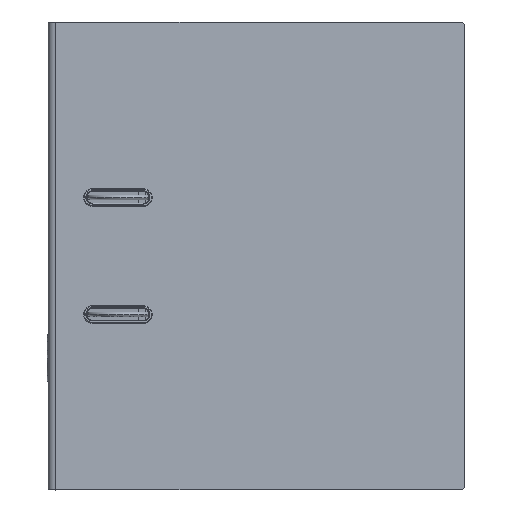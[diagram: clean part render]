
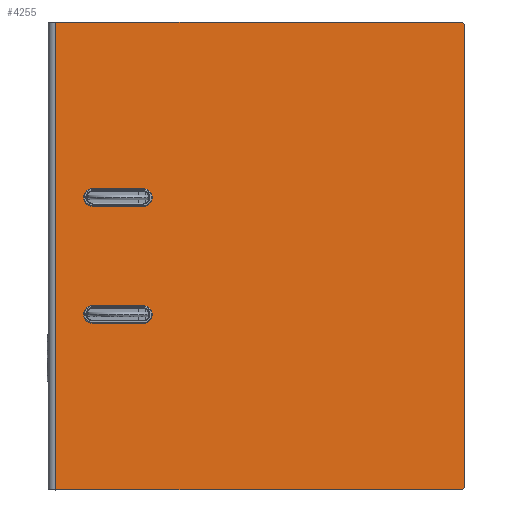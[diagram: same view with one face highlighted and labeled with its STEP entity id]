
A CAD part, top view. The second image highlights one B-rep face of the part: STEP entity #4255.
In plain terms, the highlighted free-form (B-spline) face has degree [1, 1] with [2, 2] control points.
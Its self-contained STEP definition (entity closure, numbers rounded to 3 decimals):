
#3564 = VERTEX_POINT('',#3565);
#3565 = CARTESIAN_POINT('',(88.497,61.077,
    41.294));
#3570 = EDGE_CURVE('',#3571,#3564,#3573,.T.);
#3571 = VERTEX_POINT('',#3572);
#3572 = CARTESIAN_POINT('',(95.267,54.29,
    40.819));
#3573 = ( BOUNDED_CURVE() B_SPLINE_CURVE(2,(#3574,#3575,#3576),
.UNSPECIFIED.,.F.,.F.) B_SPLINE_CURVE_WITH_KNOTS((3,3),(0.,
1.571),.PIECEWISE_BEZIER_KNOTS.) CURVE() 
GEOMETRIC_REPRESENTATION_ITEM() RATIONAL_B_SPLINE_CURVE((1.,
0.707,1.)) REPRESENTATION_ITEM('') );
#3574 = CARTESIAN_POINT('',(95.267,54.29,
    40.819));
#3575 = CARTESIAN_POINT('',(95.267,61.077,
    40.819));
#3576 = CARTESIAN_POINT('',(88.497,61.077,
    41.294));
#3604 = VERTEX_POINT('',#3605);
#3605 = CARTESIAN_POINT('',(88.497,-47.504,
    41.294));
#3610 = EDGE_CURVE('',#3611,#3604,#3613,.T.);
#3611 = VERTEX_POINT('',#3612);
#3612 = CARTESIAN_POINT('',(95.267,-54.29,
    40.819));
#3613 = ( BOUNDED_CURVE() B_SPLINE_CURVE(2,(#3614,#3615,#3616),
.UNSPECIFIED.,.F.,.F.) B_SPLINE_CURVE_WITH_KNOTS((3,3),(3.142,
4.712),.PIECEWISE_BEZIER_KNOTS.) CURVE() 
GEOMETRIC_REPRESENTATION_ITEM() RATIONAL_B_SPLINE_CURVE((1.,
0.707,1.)) REPRESENTATION_ITEM('') );
#3614 = CARTESIAN_POINT('',(95.267,-54.29,
    40.819));
#3615 = CARTESIAN_POINT('',(95.267,-47.504,
    40.819));
#3616 = CARTESIAN_POINT('',(88.497,-47.504,
    41.294));
#4228 = VERTEX_POINT('',#4229);
#4229 = CARTESIAN_POINT('',(7.261,-217.162,46.995
    ));
#4235 = EDGE_CURVE('',#4236,#4228,#4238,.T.);
#4236 = VERTEX_POINT('',#4237);
#4237 = CARTESIAN_POINT('',(7.261,217.162,46.995
    ));
#4238 = B_SPLINE_CURVE_WITH_KNOTS('',1,(#4239,#4240),.UNSPECIFIED.,.F.,
  .F.,(2,2),(-0.,320.),.PIECEWISE_BEZIER_KNOTS.);
#4239 = CARTESIAN_POINT('',(7.261,217.162,46.995
    ));
#4240 = CARTESIAN_POINT('',(7.261,-217.162,46.995
    ));
#4255 = ADVANCED_FACE('',(#4256,#4289,#4322),#4360,.T.);
#4256 = FACE_BOUND('',#4257,.T.);
#4257 = EDGE_LOOP('',(#4258,#4267,#4277,#4282,#4283));
#4258 = ORIENTED_EDGE('',*,*,#4259,.F.);
#4259 = EDGE_CURVE('',#4260,#4262,#4264,.T.);
#4260 = VERTEX_POINT('',#4261);
#4261 = CARTESIAN_POINT('',(41.11,47.504,
    44.619));
#4262 = VERTEX_POINT('',#4263);
#4263 = CARTESIAN_POINT('',(88.497,47.504,
    41.294));
#4264 = B_SPLINE_CURVE_WITH_KNOTS('',1,(#4265,#4266),.UNSPECIFIED.,.F.,
  .F.,(2,2),(0.,35.),.PIECEWISE_BEZIER_KNOTS.);
#4265 = CARTESIAN_POINT('',(41.11,47.504,
    44.619));
#4266 = CARTESIAN_POINT('',(88.497,47.504,
    41.294));
#4267 = ORIENTED_EDGE('',*,*,#4268,.F.);
#4268 = EDGE_CURVE('',#4269,#4260,#4271,.T.);
#4269 = VERTEX_POINT('',#4270);
#4270 = CARTESIAN_POINT('',(41.11,61.077,
    44.619));
#4271 = ( BOUNDED_CURVE() B_SPLINE_CURVE(2,(#4272,#4273,#4274,#4275,
#4276),.UNSPECIFIED.,.F.,.F.) B_SPLINE_CURVE_WITH_KNOTS((3,2,3),(
    1.571,3.142,4.712),
.PIECEWISE_BEZIER_KNOTS.) CURVE() GEOMETRIC_REPRESENTATION_ITEM() 
RATIONAL_B_SPLINE_CURVE((1.,0.707,1.,0.707,1.)) 
REPRESENTATION_ITEM('') );
#4272 = CARTESIAN_POINT('',(41.11,61.077,
    44.619));
#4273 = CARTESIAN_POINT('',(34.34,61.077,
    45.094));
#4274 = CARTESIAN_POINT('',(34.34,54.29,
    45.094));
#4275 = CARTESIAN_POINT('',(34.34,47.504,
    45.094));
#4276 = CARTESIAN_POINT('',(41.11,47.504,
    44.619));
#4277 = ORIENTED_EDGE('',*,*,#4278,.F.);
#4278 = EDGE_CURVE('',#3564,#4269,#4279,.T.);
#4279 = B_SPLINE_CURVE_WITH_KNOTS('',1,(#4280,#4281),.UNSPECIFIED.,.F.,
  .F.,(2,2),(-35.,0.),.PIECEWISE_BEZIER_KNOTS.);
#4280 = CARTESIAN_POINT('',(88.497,61.077,
    41.294));
#4281 = CARTESIAN_POINT('',(41.11,61.077,
    44.619));
#4282 = ORIENTED_EDGE('',*,*,#3570,.F.);
#4283 = ORIENTED_EDGE('',*,*,#4284,.F.);
#4284 = EDGE_CURVE('',#4262,#3571,#4285,.T.);
#4285 = ( BOUNDED_CURVE() B_SPLINE_CURVE(2,(#4286,#4287,#4288),
.UNSPECIFIED.,.F.,.F.) B_SPLINE_CURVE_WITH_KNOTS((3,3),(4.712,
6.283),.PIECEWISE_BEZIER_KNOTS.) CURVE() 
GEOMETRIC_REPRESENTATION_ITEM() RATIONAL_B_SPLINE_CURVE((1.,
0.707,1.)) REPRESENTATION_ITEM('') );
#4286 = CARTESIAN_POINT('',(88.497,47.504,
    41.294));
#4287 = CARTESIAN_POINT('',(95.267,47.504,
    40.819));
#4288 = CARTESIAN_POINT('',(95.267,54.29,
    40.819));
#4289 = FACE_BOUND('',#4290,.T.);
#4290 = EDGE_LOOP('',(#4291,#4300,#4310,#4315,#4316));
#4291 = ORIENTED_EDGE('',*,*,#4292,.F.);
#4292 = EDGE_CURVE('',#4293,#4295,#4297,.T.);
#4293 = VERTEX_POINT('',#4294);
#4294 = CARTESIAN_POINT('',(41.11,-61.077,
    44.619));
#4295 = VERTEX_POINT('',#4296);
#4296 = CARTESIAN_POINT('',(88.497,-61.077,
    41.294));
#4297 = B_SPLINE_CURVE_WITH_KNOTS('',1,(#4298,#4299),.UNSPECIFIED.,.F.,
  .F.,(2,2),(0.,35.),.PIECEWISE_BEZIER_KNOTS.);
#4298 = CARTESIAN_POINT('',(41.11,-61.077,
    44.619));
#4299 = CARTESIAN_POINT('',(88.497,-61.077,
    41.294));
#4300 = ORIENTED_EDGE('',*,*,#4301,.F.);
#4301 = EDGE_CURVE('',#4302,#4293,#4304,.T.);
#4302 = VERTEX_POINT('',#4303);
#4303 = CARTESIAN_POINT('',(41.11,-47.504,
    44.619));
#4304 = ( BOUNDED_CURVE() B_SPLINE_CURVE(2,(#4305,#4306,#4307,#4308,
#4309),.UNSPECIFIED.,.F.,.F.) B_SPLINE_CURVE_WITH_KNOTS((3,2,3),(
    4.712,6.283,7.854),
.PIECEWISE_BEZIER_KNOTS.) CURVE() GEOMETRIC_REPRESENTATION_ITEM() 
RATIONAL_B_SPLINE_CURVE((1.,0.707,1.,0.707,1.)) 
REPRESENTATION_ITEM('') );
#4305 = CARTESIAN_POINT('',(41.11,-47.504,
    44.619));
#4306 = CARTESIAN_POINT('',(34.34,-47.504,
    45.094));
#4307 = CARTESIAN_POINT('',(34.34,-54.29,
    45.094));
#4308 = CARTESIAN_POINT('',(34.34,-61.077,
    45.094));
#4309 = CARTESIAN_POINT('',(41.11,-61.077,
    44.619));
#4310 = ORIENTED_EDGE('',*,*,#4311,.F.);
#4311 = EDGE_CURVE('',#3604,#4302,#4312,.T.);
#4312 = B_SPLINE_CURVE_WITH_KNOTS('',1,(#4313,#4314),.UNSPECIFIED.,.F.,
  .F.,(2,2),(-35.,0.),.PIECEWISE_BEZIER_KNOTS.);
#4313 = CARTESIAN_POINT('',(88.497,-47.504,
    41.294));
#4314 = CARTESIAN_POINT('',(41.11,-47.504,
    44.619));
#4315 = ORIENTED_EDGE('',*,*,#3610,.F.);
#4316 = ORIENTED_EDGE('',*,*,#4317,.F.);
#4317 = EDGE_CURVE('',#4295,#3611,#4318,.T.);
#4318 = ( BOUNDED_CURVE() B_SPLINE_CURVE(2,(#4319,#4320,#4321),
.UNSPECIFIED.,.F.,.F.) B_SPLINE_CURVE_WITH_KNOTS((3,3),(1.571,
3.142),.PIECEWISE_BEZIER_KNOTS.) CURVE() 
GEOMETRIC_REPRESENTATION_ITEM() RATIONAL_B_SPLINE_CURVE((1.,
0.707,1.)) REPRESENTATION_ITEM('') );
#4319 = CARTESIAN_POINT('',(88.497,-61.077,
    41.294));
#4320 = CARTESIAN_POINT('',(95.267,-61.077,
    40.819));
#4321 = CARTESIAN_POINT('',(95.267,-54.29,
    40.819));
#4322 = FACE_BOUND('',#4323,.T.);
#4323 = EDGE_LOOP('',(#4324,#4331,#4339,#4346,#4354,#4359));
#4324 = ORIENTED_EDGE('',*,*,#4325,.F.);
#4325 = EDGE_CURVE('',#4326,#4228,#4328,.T.);
#4326 = VERTEX_POINT('',#4327);
#4327 = CARTESIAN_POINT('',(382.757,-217.162,
    20.644));
#4328 = B_SPLINE_CURVE_WITH_KNOTS('',1,(#4329,#4330),.UNSPECIFIED.,.F.,
  .F.,(2,2),(-277.338,0.),.PIECEWISE_BEZIER_KNOTS.);
#4329 = CARTESIAN_POINT('',(382.757,-217.162,
    20.644));
#4330 = CARTESIAN_POINT('',(7.261,-217.162,46.995
    ));
#4331 = ORIENTED_EDGE('',*,*,#4332,.T.);
#4332 = EDGE_CURVE('',#4326,#4333,#4335,.T.);
#4333 = VERTEX_POINT('',#4334);
#4334 = CARTESIAN_POINT('',(386.819,-213.09,
    20.359));
#4335 = ( BOUNDED_CURVE() B_SPLINE_CURVE(2,(#4336,#4337,#4338),
.UNSPECIFIED.,.F.,.F.) B_SPLINE_CURVE_WITH_KNOTS((3,3),(4.712,
6.283),.PIECEWISE_BEZIER_KNOTS.) CURVE() 
GEOMETRIC_REPRESENTATION_ITEM() RATIONAL_B_SPLINE_CURVE((1.,
0.707,1.)) REPRESENTATION_ITEM('') );
#4336 = CARTESIAN_POINT('',(382.757,-217.162,
    20.644));
#4337 = CARTESIAN_POINT('',(386.819,-217.162,
    20.359));
#4338 = CARTESIAN_POINT('',(386.819,-213.09,
    20.359));
#4339 = ORIENTED_EDGE('',*,*,#4340,.F.);
#4340 = EDGE_CURVE('',#4341,#4333,#4343,.T.);
#4341 = VERTEX_POINT('',#4342);
#4342 = CARTESIAN_POINT('',(386.819,213.09,
    20.359));
#4343 = B_SPLINE_CURVE_WITH_KNOTS('',1,(#4344,#4345),.UNSPECIFIED.,.F.,
  .F.,(2,2),(3.,317.),.PIECEWISE_BEZIER_KNOTS.);
#4344 = CARTESIAN_POINT('',(386.819,213.09,
    20.359));
#4345 = CARTESIAN_POINT('',(386.819,-213.09,
    20.359));
#4346 = ORIENTED_EDGE('',*,*,#4347,.T.);
#4347 = EDGE_CURVE('',#4341,#4348,#4350,.T.);
#4348 = VERTEX_POINT('',#4349);
#4349 = CARTESIAN_POINT('',(382.757,217.162,
    20.644));
#4350 = ( BOUNDED_CURVE() B_SPLINE_CURVE(2,(#4351,#4352,#4353),
.UNSPECIFIED.,.F.,.F.) B_SPLINE_CURVE_WITH_KNOTS((3,3),(0.,
1.571),.PIECEWISE_BEZIER_KNOTS.) CURVE() 
GEOMETRIC_REPRESENTATION_ITEM() RATIONAL_B_SPLINE_CURVE((1.,
0.707,1.)) REPRESENTATION_ITEM('') );
#4351 = CARTESIAN_POINT('',(386.819,213.09,
    20.359));
#4352 = CARTESIAN_POINT('',(386.819,217.162,
    20.359));
#4353 = CARTESIAN_POINT('',(382.757,217.162,
    20.644));
#4354 = ORIENTED_EDGE('',*,*,#4355,.T.);
#4355 = EDGE_CURVE('',#4348,#4236,#4356,.T.);
#4356 = B_SPLINE_CURVE_WITH_KNOTS('',1,(#4357,#4358),.UNSPECIFIED.,.F.,
  .F.,(2,2),(-277.338,0.),.PIECEWISE_BEZIER_KNOTS.);
#4357 = CARTESIAN_POINT('',(382.757,217.162,
    20.644));
#4358 = CARTESIAN_POINT('',(7.261,217.162,46.995
    ));
#4359 = ORIENTED_EDGE('',*,*,#4235,.T.);
#4360 = B_SPLINE_SURFACE_WITH_KNOTS('',1,1,(
    (#4361,#4362)
    ,(#4363,#4364
    )),.UNSPECIFIED.,.F.,.F.,.F.,(2,2),(2,2),(0.,280.338),(-320.
    ,0.),.PIECEWISE_BEZIER_KNOTS.);
#4361 = CARTESIAN_POINT('',(7.261,-217.162,46.995
    ));
#4362 = CARTESIAN_POINT('',(7.261,217.162,46.995
    ));
#4363 = CARTESIAN_POINT('',(386.819,-217.162,
    20.359));
#4364 = CARTESIAN_POINT('',(386.819,217.162,
    20.359));
